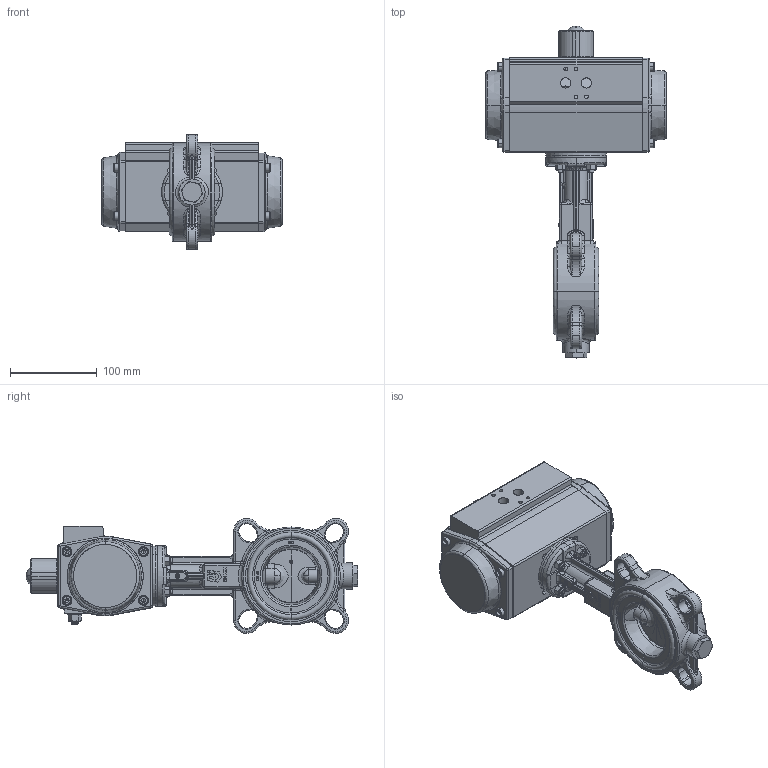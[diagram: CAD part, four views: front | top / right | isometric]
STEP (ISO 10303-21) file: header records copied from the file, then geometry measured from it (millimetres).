
FILE_DESCRIPTION (( 'STEP AP203' ), '1' );
FILE_NAME ('AK01_DN65_pneu._GS.STEP', '2022-11-03T14:46:57', ( '' ), ( '' ), 'SwSTEP 2.0', 'SolidWorks 2021', '' );
FILE_SCHEMA (( 'CONFIG_CONTROL_DESIGN' ));
Products named in the file (1): AK01_DN65_pneu._GS
Bounding box: 208 x 382.15 x 132.53 mm (x, y, z)
Surface area: 236919.8 mm2 (no closed solid volume)
Topology: 0 solids, 405 shells, 1366 faces, 5001 edges, 3917 vertices
Faces by surface type: plane 433, cylinder 334, bspline 299, torus 177, cone 107, sphere 16
Entity records: 86480 total; most frequent: CARTESIAN_POINT 47507, DIRECTION 7322, ORIENTED_EDGE 7116, EDGE_CURVE 4951, VERTEX_POINT 3917, AXIS2_PLACEMENT_3D 2652, VECTOR 2018, LINE 2018
